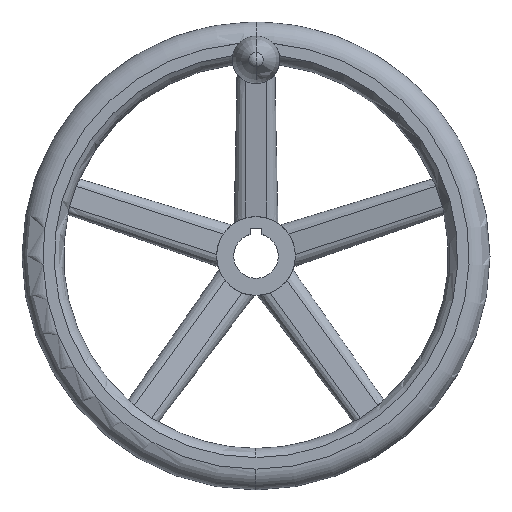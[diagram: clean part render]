
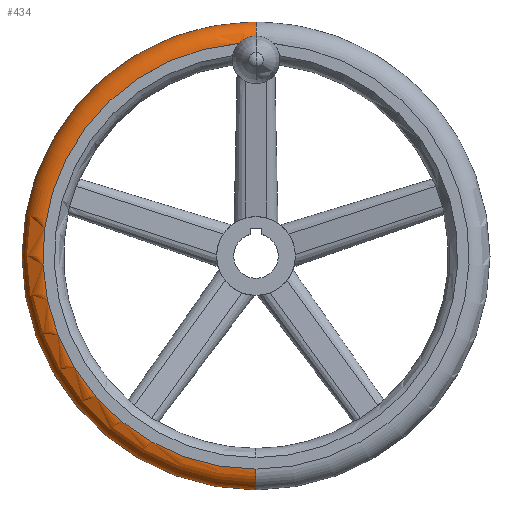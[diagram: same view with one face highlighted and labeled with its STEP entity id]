
A CAD part, top view. The second image highlights one B-rep face of the part: STEP entity #434.
In plain terms, the highlighted toroidal (fillet/blend) face has major radius 143.5 mm and minor radius 14 mm.
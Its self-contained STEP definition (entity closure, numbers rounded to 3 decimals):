
#418=EDGE_CURVE('',#576,#614,#1098,.T.);
#434=ADVANCED_FACE('',(#1115),#1116,.T.);
#576=VERTEX_POINT('',#1271);
#592=EDGE_CURVE('',#854,#632,#1290,.T.);
#614=VERTEX_POINT('',#1317);
#632=VERTEX_POINT('',#1338);
#660=EDGE_CURVE('',#614,#632,#1369,.T.);
#854=VERTEX_POINT('',#1581);
#886=EDGE_CURVE('',#576,#898,#1616,.T.);
#898=VERTEX_POINT('',#1629);
#968=EDGE_CURVE('',#854,#898,#1709,.T.);
#1098=CIRCLE('',#1995,143.5);
#1115=FACE_OUTER_BOUND('',#2017,.T.);
#1116=TOROIDAL_SURFACE('',#2018,143.5,14.0);
#1271=CARTESIAN_POINT('',(0.,-143.5,56.0));
#1290=CIRCLE('',#2556,14.0);
#1317=CARTESIAN_POINT('',(-11.589,143.031,56.));
#1338=CARTESIAN_POINT('',(0.,143.5,56.0));
#1369=CIRCLE('',#2695,143.5);
#1581=CARTESIAN_POINT('',(0.,157.5,42.0));
#1616=CIRCLE('',#3344,14.0);
#1629=CARTESIAN_POINT('',(0.,-157.5,42.0));
#1709=CIRCLE('',#3666,157.5);
#1995=AXIS2_PLACEMENT_3D('',#3874,#3875,#3876);
#2017=EDGE_LOOP('',(#3892,#3893,#3894,#3895,#3896));
#2018=AXIS2_PLACEMENT_3D('',#3897,#3898,#3899);
#2556=AXIS2_PLACEMENT_3D('',#4099,#4100,#4101);
#2695=AXIS2_PLACEMENT_3D('',#4214,#4215,#4216);
#3344=AXIS2_PLACEMENT_3D('',#4477,#4478,#4479);
#3666=AXIS2_PLACEMENT_3D('',#4602,#4603,#4604);
#3874=CARTESIAN_POINT('',(0.,0.,56.0));
#3875=DIRECTION('',(0.,0.,-1.0));
#3876=DIRECTION('',(0.,1.0,0.));
#3892=ORIENTED_EDGE('',*,*,#968,.T.);
#3893=ORIENTED_EDGE('',*,*,#886,.F.);
#3894=ORIENTED_EDGE('',*,*,#418,.T.);
#3895=ORIENTED_EDGE('',*,*,#660,.T.);
#3896=ORIENTED_EDGE('',*,*,#592,.F.);
#3897=CARTESIAN_POINT('',(0.,0.,42.0));
#3898=DIRECTION('',(0.,0.,1.0));
#3899=DIRECTION('',(0.,1.0,0.0));
#4099=CARTESIAN_POINT('',(0.,143.5,42.0));
#4100=DIRECTION('',(1.0,0.,0.));
#4101=DIRECTION('',(0.,1.0,0.));
#4214=CARTESIAN_POINT('',(0.,0.,56.0));
#4215=DIRECTION('',(0.,0.,-1.0));
#4216=DIRECTION('',(0.,1.0,0.));
#4477=CARTESIAN_POINT('',(0.,-143.5,42.0));
#4478=DIRECTION('',(1.0,0.,0.));
#4479=DIRECTION('',(0.,-1.0,0.));
#4602=CARTESIAN_POINT('',(0.,0.,42.0));
#4603=DIRECTION('',(0.,0.,1.0));
#4604=DIRECTION('',(1.0,0.0,0.));
